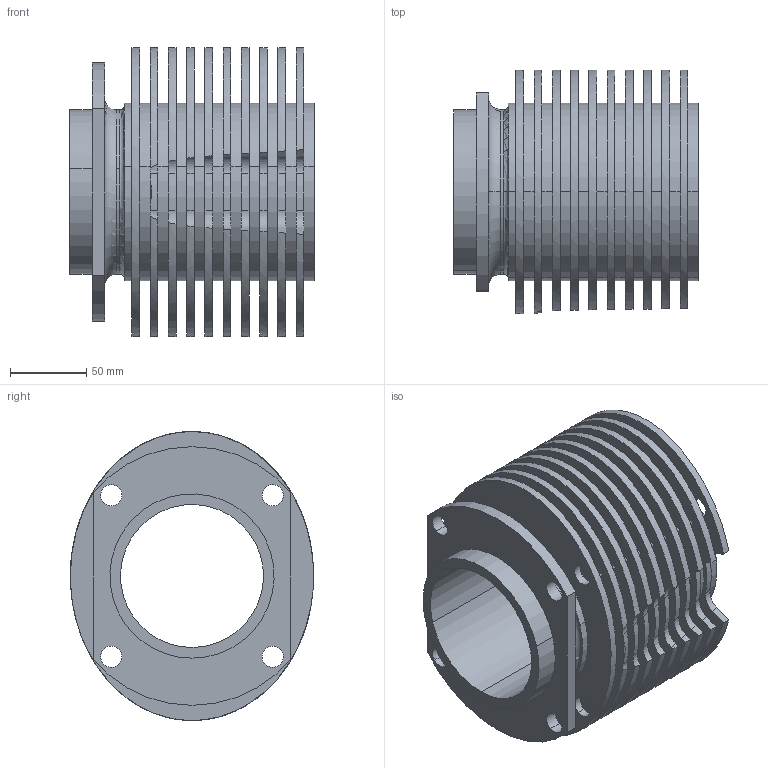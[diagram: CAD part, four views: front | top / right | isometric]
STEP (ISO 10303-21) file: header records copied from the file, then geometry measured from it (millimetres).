
FILE_DESCRIPTION(('produced by SPATIAL CORP'),'2;1');
FILE_NAME('Part8.hh.sat.stp', '2002-04-22T11:48:54+00:00',('SPATIAL CORP'),('SPATIAL CORP'), 'ACIS STEP Husk','http://www.spatial.com','SPATIAL CORP');
FILE_SCHEMA(('CONFIG_CONTROL_DESIGN'));
Length unit declared in the file: millimetre
Products named in the file (1): PRODUCT_ID_1
Bounding box: 161 x 159.99 x 190 mm (x, y, z)
Volume: 1243763.3 mm3; surface area: 395284.6 mm2
Topology: 1 solids, 1 shells, 269 faces, 730 edges, 486 vertices
Faces by surface type: cylinder 177, bspline 47, plane 39, torus 6
Entity records: 8160 total; most frequent: CARTESIAN_POINT 2880, ORIENTED_EDGE 1460, EDGE_CURVE 730, DIRECTION 622, VERTEX_POINT 486, EDGE_LOOP 382, FACE_BOUND 382, ADVANCED_FACE 269
